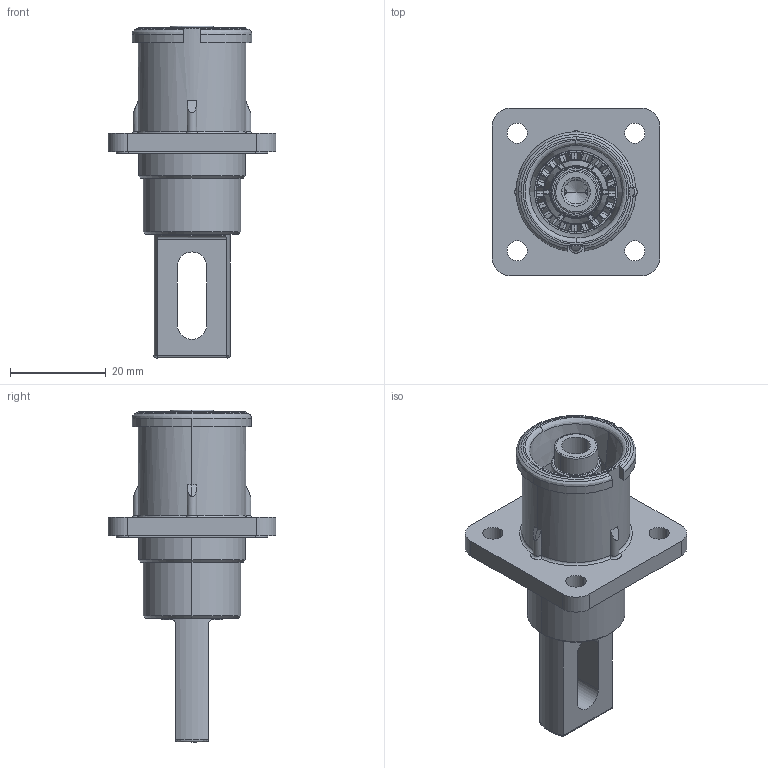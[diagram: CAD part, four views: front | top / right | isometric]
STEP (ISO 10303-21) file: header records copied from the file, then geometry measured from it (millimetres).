
FILE_DESCRIPTION (( 'STEP AP214' ), '1' );
FILE_NAME ('SLPIRCBPSO0.STEP', '2023-02-03T19:07:32', ( 'ADMIN' ), ( '' ), 'SwSTEP 2.0', 'SolidWorks 2016', '' );
FILE_SCHEMA (( 'AUTOMOTIVE_DESIGN' ));
Length unit declared in the file: inch
Products named in the file (1): SLPIRCBPSO0
Bounding box: 35 x 35 x 69.2 mm (x, y, z)
Volume: 15415.9 mm3; surface area: 13185.4 mm2
Topology: 1 solids, 1 shells, 468 faces, 1291 edges, 833 vertices
Faces by surface type: cylinder 187, plane 155, cone 66, bspline 60
Entity records: 18708 total; most frequent: CARTESIAN_POINT 7509, ORIENTED_EDGE 2578, DIRECTION 2029, EDGE_CURVE 1289, VERTEX_POINT 833, AXIS2_PLACEMENT_3D 793, EDGE_LOOP 500, FACE_OUTER_BOUND 468
